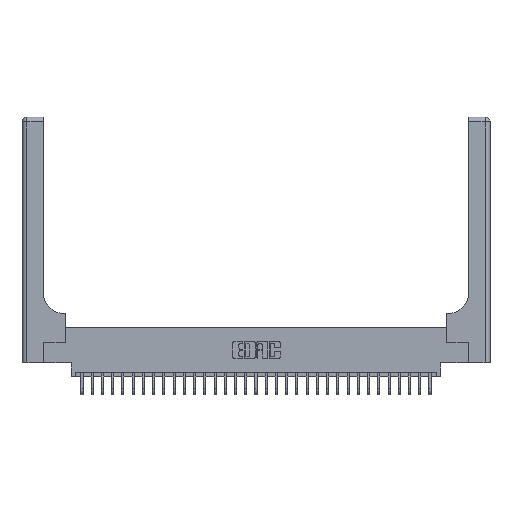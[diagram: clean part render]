
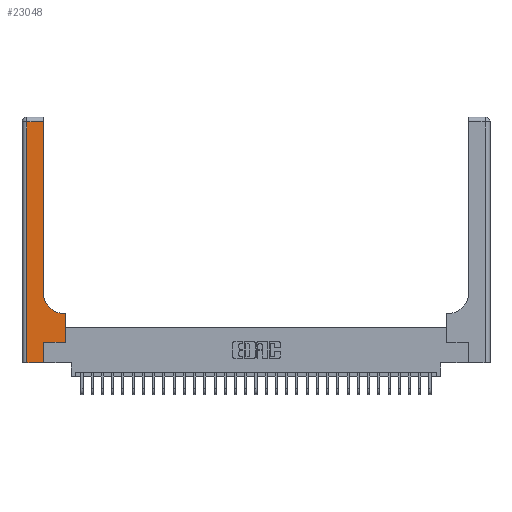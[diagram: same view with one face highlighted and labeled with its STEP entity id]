
A CAD part, top view. The second image highlights one B-rep face of the part: STEP entity #23048.
In plain terms, the highlighted planar face has unit normal (0, 0, 1).
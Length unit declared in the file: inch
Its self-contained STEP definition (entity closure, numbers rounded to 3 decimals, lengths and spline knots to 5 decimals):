
#120 = CARTESIAN_POINT ( 'NONE',  ( 0.265, 0.25, 0.37 ) ) ;
#233 = DIRECTION ( 'NONE',  ( 1., 0., 0. ) ) ;
#631 = DIRECTION ( 'NONE',  ( 0., 1., 0. ) ) ;
#932 = VERTEX_POINT ( 'NONE', #19828 ) ;
#993 = VECTOR ( 'NONE', #9460, 39.37008 ) ;
#1428 = ORIENTED_EDGE ( 'NONE', *, *, #4856, .T. ) ;
#1573 = VECTOR ( 'NONE', #7941, 39.37008 ) ;
#1617 = VERTEX_POINT ( 'NONE', #3356 ) ;
#1727 = VERTEX_POINT ( 'NONE', #13178 ) ;
#2489 = ORIENTED_EDGE ( 'NONE', *, *, #3403, .T. ) ;
#3356 = CARTESIAN_POINT ( 'NONE',  ( 0.265, 0., 0.37 ) ) ;
#3403 = EDGE_CURVE ( 'NONE', #1617, #26342, #8147, .T. ) ;
#4239 = DIRECTION ( 'NONE',  ( 0., 1., 0. ) ) ;
#4764 = CARTESIAN_POINT ( 'NONE',  ( 0.06, 0., 0.37 ) ) ;
#4856 = EDGE_CURVE ( 'NONE', #27617, #1617, #5479, .T. ) ;
#5453 = ORIENTED_EDGE ( 'NONE', *, *, #7937, .T. ) ;
#5479 = LINE ( 'NONE', #19104, #993 ) ;
#6551 = ORIENTED_EDGE ( 'NONE', *, *, #17109, .T. ) ;
#6772 = VECTOR ( 'NONE', #20522, 39.37008 ) ;
#7016 = LINE ( 'NONE', #28499, #21584 ) ;
#7695 = LINE ( 'NONE', #20662, #16582 ) ;
#7937 = EDGE_CURVE ( 'NONE', #21008, #932, #23989, .T. ) ;
#7941 = DIRECTION ( 'NONE',  ( -1., 0., 0. ) ) ;
#8147 = LINE ( 'NONE', #22159, #24194 ) ;
#8799 = CARTESIAN_POINT ( 'NONE',  ( 0.51, 0.6, 0.37 ) ) ;
#8985 = CARTESIAN_POINT ( 'NONE',  ( 0.26, 0.85, 0.37 ) ) ;
#9041 = EDGE_CURVE ( 'NONE', #932, #26185, #26922, .T. ) ;
#9208 = CARTESIAN_POINT ( 'NONE',  ( 0.528, 0.25, 0.37 ) ) ;
#9346 = DIRECTION ( 'NONE',  ( -1., 0., 0. ) ) ;
#9460 = DIRECTION ( 'NONE',  ( 1., 0., 0. ) ) ;
#9477 = FACE_OUTER_BOUND ( 'NONE', #22737, .T. ) ;
#9553 = PLANE ( 'NONE',  #30240 ) ;
#9929 = LINE ( 'NONE', #120, #22219 ) ;
#10136 = CARTESIAN_POINT ( 'NONE',  ( 0.265, 0.25, 0.37 ) ) ;
#10322 = AXIS2_PLACEMENT_3D ( 'NONE', #29720, #15317, #27385 ) ;
#11368 = ORIENTED_EDGE ( 'NONE', *, *, #17300, .T. ) ;
#11528 = VERTEX_POINT ( 'NONE', #27117 ) ;
#11828 = CARTESIAN_POINT ( 'NONE',  ( 0., 3., 0.37 ) ) ;
#13178 = CARTESIAN_POINT ( 'NONE',  ( 0.528, 0.6, 0.37 ) ) ;
#13690 = ORIENTED_EDGE ( 'NONE', *, *, #16865, .T. ) ;
#14382 = LINE ( 'NONE', #9208, #24505 ) ;
#14660 = CIRCLE ( 'NONE', #10322, 0.25 ) ;
#15317 = DIRECTION ( 'NONE',  ( 0., 0., -1. ) ) ;
#15497 = ORIENTED_EDGE ( 'NONE', *, *, #30463, .T. ) ;
#16582 = VECTOR ( 'NONE', #22785, 39.37008 ) ;
#16605 = DIRECTION ( 'NONE',  ( -1., 0., 0. ) ) ;
#16865 = EDGE_CURVE ( 'NONE', #11528, #1727, #14382, .T. ) ;
#17109 = EDGE_CURVE ( 'NONE', #26185, #27617, #7695, .T. ) ;
#17300 = EDGE_CURVE ( 'NONE', #26342, #11528, #9929, .T. ) ;
#18411 = EDGE_CURVE ( 'NONE', #23299, #21008, #14660, .T. ) ;
#19104 = CARTESIAN_POINT ( 'NONE',  ( 0., 0., 0.37 ) ) ;
#19705 = CARTESIAN_POINT ( 'NONE',  ( 0., 2.94, 0.37 ) ) ;
#19828 = CARTESIAN_POINT ( 'NONE',  ( 0.26, 2.94, 0.37 ) ) ;
#20522 = DIRECTION ( 'NONE',  ( 0., 1., 0. ) ) ;
#20662 = CARTESIAN_POINT ( 'NONE',  ( 0.06, 3., 0.37 ) ) ;
#21008 = VERTEX_POINT ( 'NONE', #8985 ) ;
#21584 = VECTOR ( 'NONE', #16605, 39.37008 ) ;
#22159 = CARTESIAN_POINT ( 'NONE',  ( 0.265, 0., 0.37 ) ) ;
#22219 = VECTOR ( 'NONE', #233, 39.37008 ) ;
#22737 = EDGE_LOOP ( 'NONE', ( #5453, #27368, #6551, #1428, #2489, #11368, #13690, #15497, #23807 ) ) ;
#22785 = DIRECTION ( 'NONE',  ( 0., -1., 0. ) ) ;
#23048 = ADVANCED_FACE ( 'NONE', ( #9477 ), #9553, .F. ) ;
#23299 = VERTEX_POINT ( 'NONE', #8799 ) ;
#23807 = ORIENTED_EDGE ( 'NONE', *, *, #18411, .T. ) ;
#23989 = LINE ( 'NONE', #30171, #6772 ) ;
#24194 = VECTOR ( 'NONE', #631, 39.37008 ) ;
#24505 = VECTOR ( 'NONE', #4239, 39.37008 ) ;
#26185 = VERTEX_POINT ( 'NONE', #26307 ) ;
#26307 = CARTESIAN_POINT ( 'NONE',  ( 0.06, 2.94, 0.37 ) ) ;
#26342 = VERTEX_POINT ( 'NONE', #10136 ) ;
#26922 = LINE ( 'NONE', #19705, #1573 ) ;
#27117 = CARTESIAN_POINT ( 'NONE',  ( 0.528, 0.25, 0.37 ) ) ;
#27368 = ORIENTED_EDGE ( 'NONE', *, *, #9041, .T. ) ;
#27385 = DIRECTION ( 'NONE',  ( 1., 0., 0. ) ) ;
#27617 = VERTEX_POINT ( 'NONE', #4764 ) ;
#28499 = CARTESIAN_POINT ( 'NONE',  ( 0.26, 0.6, 0.37 ) ) ;
#28667 = DIRECTION ( 'NONE',  ( 0., 0., -1. ) ) ;
#29720 = CARTESIAN_POINT ( 'NONE',  ( 0.51, 0.85, 0.37 ) ) ;
#30171 = CARTESIAN_POINT ( 'NONE',  ( 0.26, 3., 0.37 ) ) ;
#30240 = AXIS2_PLACEMENT_3D ( 'NONE', #11828, #28667, #9346 ) ;
#30463 = EDGE_CURVE ( 'NONE', #1727, #23299, #7016, .T. ) ;
